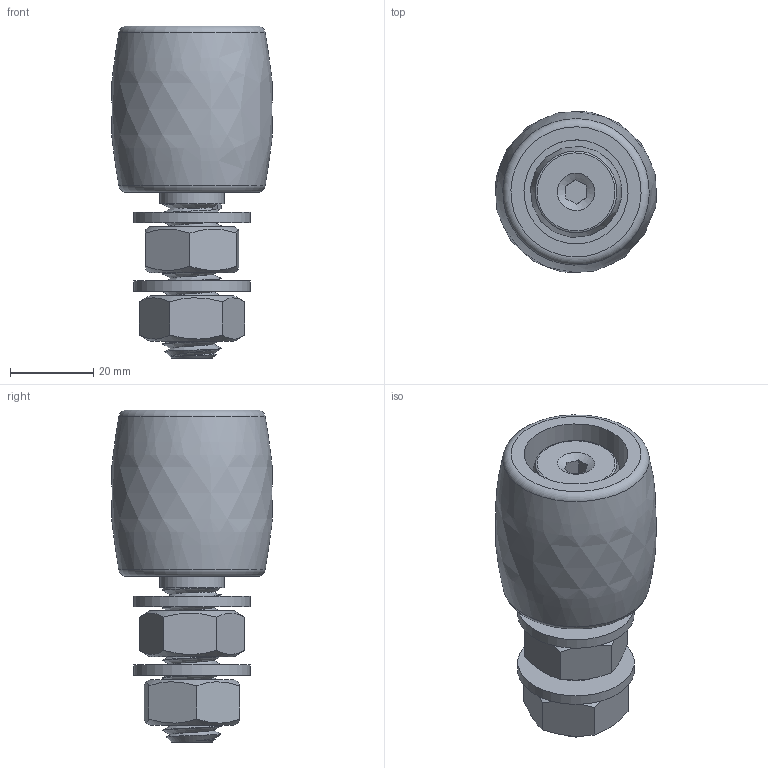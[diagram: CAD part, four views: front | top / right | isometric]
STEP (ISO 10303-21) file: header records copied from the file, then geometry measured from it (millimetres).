
FILE_DESCRIPTION(/* description */ (''),/* implementation_level */ '2;1');
FILE_NAME(/* name */ '23040B.stp',/* time_stamp */ '2019-08-14T15:01:42+02:00',/* author */ ('LIONEL'),/* organization */ (''),/* preprocessor_version */ 'ST-DEVELOPER v17.2',/* originating_system */ 'Autodesk Inventor 2019',/* authorisation */ '');
FILE_SCHEMA (('AUTOMOTIVE_DESIGN { 1 0 10303 214 3 1 1 }'));
Length unit declared in the file: millimetre
Products named in the file (5): 23040B; 23040B-OLIVE; DIN 934 - M14; Rondelle_14_ISO7091; 23040-2
Assembly tree (6 placements, depth 2):
  23040B
    23040B-OLIVE
    Rondelle_14_ISO7091  x2
    DIN 934 - M14  x2
    23040-2
Bounding box: 38.57 x 38.57 x 79.76 mm (x, y, z)
Volume: 54307.5 mm3; surface area: 19852.5 mm2
Topology: 6 solids, 6 shells, 65 faces, 155 edges, 106 vertices
Faces by surface type: plane 35, cylinder 12, cone 10, torus 4, bspline 4
Full cylindrical faces by diameter (mm): 11.835 x2, 15.5 x3, 16.5 x1, 25 x1, 28 x2
Entity records: 14871 total; most frequent: CARTESIAN_POINT 13561, DIRECTION 246, ORIENTED_EDGE 230, EDGE_CURVE 115, AXIS2_PLACEMENT_3D 106, VERTEX_POINT 81, EDGE_LOOP 56, CIRCLE 53
